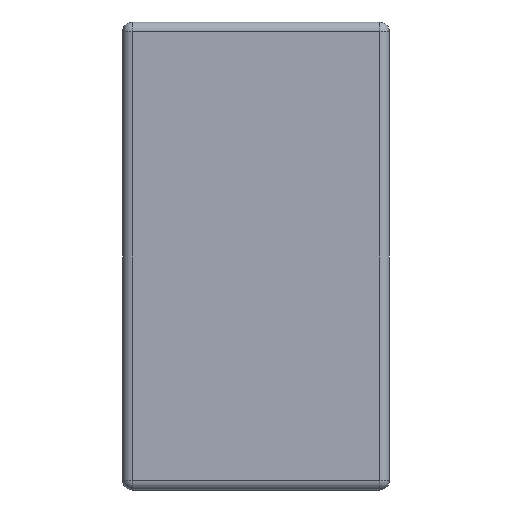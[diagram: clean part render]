
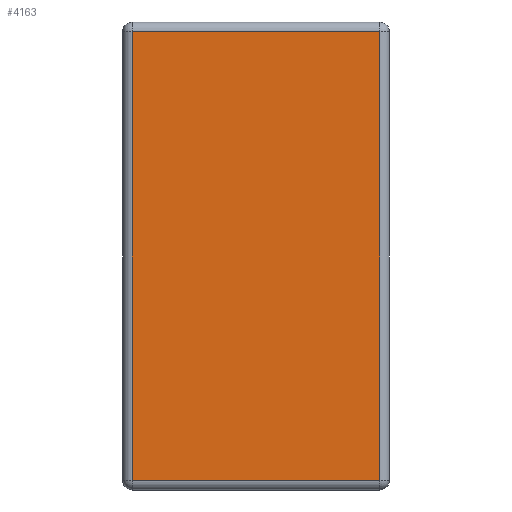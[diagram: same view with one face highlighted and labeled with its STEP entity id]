
A CAD part, left-side view. The second image highlights one B-rep face of the part: STEP entity #4163.
In plain terms, the highlighted planar face has unit normal (-1, 0, 0).
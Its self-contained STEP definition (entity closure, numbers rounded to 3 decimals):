
#1 = ORIENTED_EDGE ( 'NONE', *, *, #2464, .T. ) ;
#27 = CARTESIAN_POINT ( 'NONE',  ( 0., 1.493, -0.057 ) ) ;
#212 = VERTEX_POINT ( 'NONE', #27 ) ;
#279 = DIRECTION ( 'NONE',  ( -1., 0., 0. ) ) ;
#547 = DIRECTION ( 'NONE',  ( 0., -1., 0. ) ) ;
#563 = DIRECTION ( 'NONE',  ( 0., 0., -1. ) ) ;
#693 = EDGE_CURVE ( 'NONE', #4542, #212, #4436, .T. ) ;
#703 = DIRECTION ( 'NONE',  ( 0., 0., 1. ) ) ;
#992 = PLANE ( 'NONE',  #3670 ) ;
#1138 = DIRECTION ( 'NONE',  ( 0., 1., 0. ) ) ;
#1189 = CARTESIAN_POINT ( 'NONE',  ( 0., 1.55, -0.057 ) ) ;
#1283 = VECTOR ( 'NONE', #547, 1000. ) ;
#1445 = CARTESIAN_POINT ( 'NONE',  ( 0., 0.057, -2.663 ) ) ;
#1567 = ORIENTED_EDGE ( 'NONE', *, *, #1634, .T. ) ;
#1634 = EDGE_CURVE ( 'NONE', #2328, #3559, #4475, .T. ) ;
#1880 = LINE ( 'NONE', #3583, #2377 ) ;
#1908 = CARTESIAN_POINT ( 'NONE',  ( 0., 0.057, -0.057 ) ) ;
#2328 = VERTEX_POINT ( 'NONE', #2759 ) ;
#2377 = VECTOR ( 'NONE', #703, 1000. ) ;
#2458 = CARTESIAN_POINT ( 'NONE',  ( 0., 0., 0. ) ) ;
#2464 = EDGE_CURVE ( 'NONE', #3559, #4542, #1880, .T. ) ;
#2483 = EDGE_LOOP ( 'NONE', ( #1567, #1, #3154, #3854 ) ) ;
#2759 = CARTESIAN_POINT ( 'NONE',  ( 0., 1.493, -2.663 ) ) ;
#2852 = VECTOR ( 'NONE', #563, 1000. ) ;
#3133 = FACE_OUTER_BOUND ( 'NONE', #2483, .T. ) ;
#3154 = ORIENTED_EDGE ( 'NONE', *, *, #693, .T. ) ;
#3559 = VERTEX_POINT ( 'NONE', #1445 ) ;
#3583 = CARTESIAN_POINT ( 'NONE',  ( 0., 0.057, 0. ) ) ;
#3670 = AXIS2_PLACEMENT_3D ( 'NONE', #2458, #279, #4537 ) ;
#3767 = EDGE_CURVE ( 'NONE', #212, #2328, #4213, .T. ) ;
#3808 = CARTESIAN_POINT ( 'NONE',  ( 0., 1.493, -2.72 ) ) ;
#3818 = CARTESIAN_POINT ( 'NONE',  ( 0., 0., -2.663 ) ) ;
#3854 = ORIENTED_EDGE ( 'NONE', *, *, #3767, .T. ) ;
#4163 = ADVANCED_FACE ( 'NONE', ( #3133 ), #992, .T. ) ;
#4211 = VECTOR ( 'NONE', #1138, 1000. ) ;
#4213 = LINE ( 'NONE', #3808, #2852 ) ;
#4436 = LINE ( 'NONE', #1189, #4211 ) ;
#4475 = LINE ( 'NONE', #3818, #1283 ) ;
#4537 = DIRECTION ( 'NONE',  ( 0., 0., 1. ) ) ;
#4542 = VERTEX_POINT ( 'NONE', #1908 ) ;
